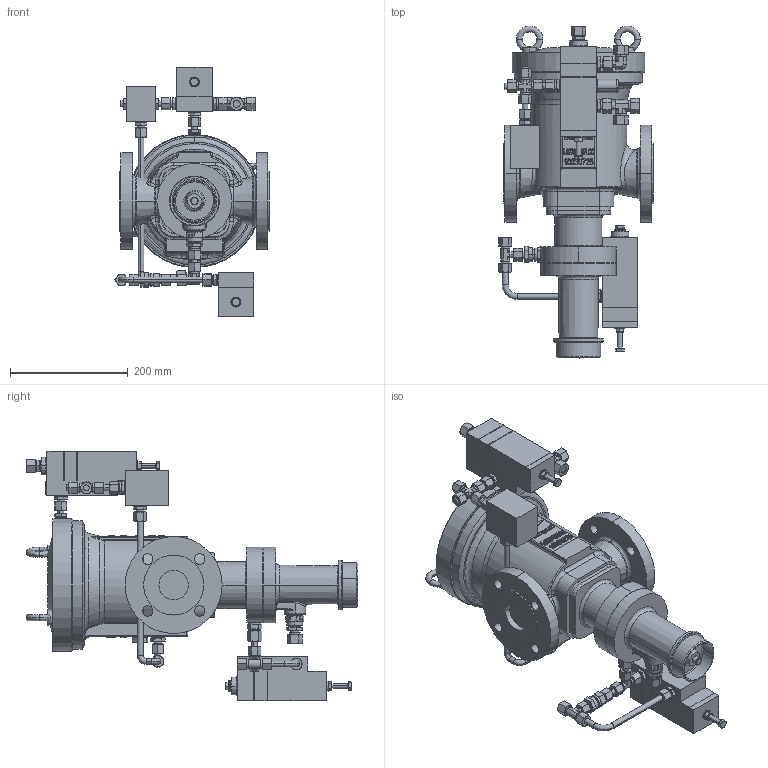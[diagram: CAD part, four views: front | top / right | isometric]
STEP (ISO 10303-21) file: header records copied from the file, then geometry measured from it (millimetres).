
FILE_DESCRIPTION (( 'STEP AP214' ), '1' );
FILE_NAME ('RMG402_50_720_K6_670_F_630-1_SO_LR-PN16-40.STEP', '2020-04-03T09:34:31', ( '' ), ( '' ), 'SwSTEP 2.0', 'SolidWorks 2017', '' );
FILE_SCHEMA (( 'AUTOMOTIVE_DESIGN' ));
Length unit declared in the file: millimetre
Products named in the file (1): RMG402_50_720_K6_670_F_630-1_SO_LR-PN16-40
Bounding box: 262.42 x 564.38 x 424.27 mm (x, y, z)
Volume: 11141913.6 mm3; surface area: 670643.6 mm2
Topology: 1 solids, 1 shells, 2303 faces, 5495 edges, 3374 vertices
Faces by surface type: plane 910, cone 609, bspline 355, cylinder 331, torus 88, sphere 10
Entity records: 111383 total; most frequent: CARTESIAN_POINT 36482, ORIENTED_EDGE 10954, DIRECTION 9035, EDGE_CURVE 5477, AXIS2_PLACEMENT_3D 3423, VERTEX_POINT 3374, EDGE_LOOP 2533, UNCERTAINTY_MEASURE_WITH_UNIT 2306
